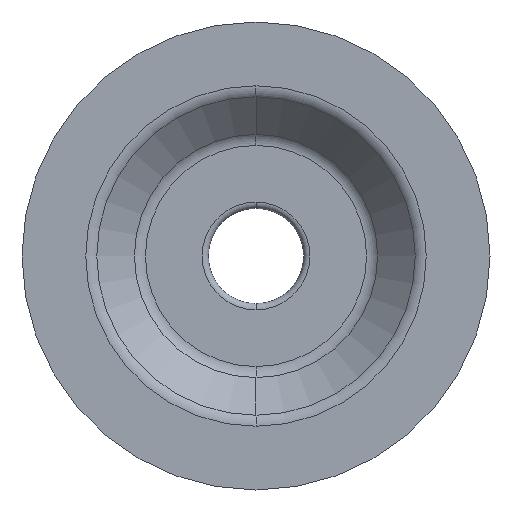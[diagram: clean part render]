
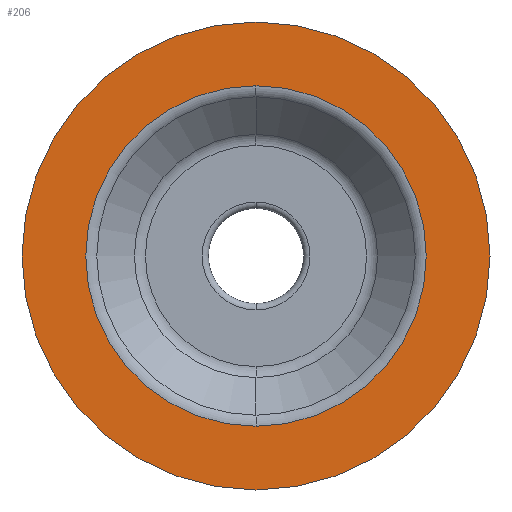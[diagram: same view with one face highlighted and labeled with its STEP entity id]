
A CAD part, left-side view. The second image highlights one B-rep face of the part: STEP entity #206.
In plain terms, the highlighted planar face has unit normal (-1, 0, 0).
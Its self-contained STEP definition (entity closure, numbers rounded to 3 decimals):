
#43 = EDGE_CURVE ( 'NONE', #46, #76, #329, .T. ) ;
#46 = VERTEX_POINT ( 'NONE', #372 ) ;
#76 = VERTEX_POINT ( 'NONE', #448 ) ;
#130 = ORIENTED_EDGE ( 'NONE', *, *, #238, .T. ) ;
#171 = EDGE_LOOP ( 'NONE', ( #236, #130 ) ) ;
#196 = VERTEX_POINT ( 'NONE', #570 ) ;
#205 = EDGE_CURVE ( 'NONE', #219, #196, #569, .T. ) ;
#206 = ADVANCED_FACE ( 'NONE', ( #564, #563 ), #639, .F. ) ;
#219 = VERTEX_POINT ( 'NONE', #725 ) ;
#236 = ORIENTED_EDGE ( 'NONE', *, *, #43, .T. ) ;
#237 = ORIENTED_EDGE ( 'NONE', *, *, #205, .T. ) ;
#238 = EDGE_CURVE ( 'NONE', #76, #46, #726, .T. ) ;
#239 = ORIENTED_EDGE ( 'NONE', *, *, #274, .T. ) ;
#274 = EDGE_CURVE ( 'NONE', #196, #219, #838, .T. ) ;
#326 = DIRECTION ( 'NONE',  ( 0., 0., -1. ) ) ;
#327 = DIRECTION ( 'NONE',  ( 1., 0., 0. ) ) ;
#328 = AXIS2_PLACEMENT_3D ( 'NONE', #438, #327, #326 ) ;
#329 = CIRCLE ( 'NONE', #328, 21.828 ) ;
#331 = EDGE_LOOP ( 'NONE', ( #239, #237 ) ) ;
#372 = CARTESIAN_POINT ( 'NONE',  ( -15., 0., -21.828 ) ) ;
#438 = CARTESIAN_POINT ( 'NONE',  ( -15., 0., 0. ) ) ;
#448 = CARTESIAN_POINT ( 'NONE',  ( -15., 0., 21.828 ) ) ;
#563 = FACE_OUTER_BOUND ( 'NONE', #331, .T. ) ;
#564 = FACE_BOUND ( 'NONE', #171, .T. ) ;
#565 = DIRECTION ( 'NONE',  ( 0., 0., 1. ) ) ;
#566 = DIRECTION ( 'NONE',  ( -1., 0., 0. ) ) ;
#567 = CARTESIAN_POINT ( 'NONE',  ( -15., 0., 0. ) ) ;
#568 = AXIS2_PLACEMENT_3D ( 'NONE', #567, #566, #565 ) ;
#569 = CIRCLE ( 'NONE', #568, 30. ) ;
#570 = CARTESIAN_POINT ( 'NONE',  ( -15., 0., 30. ) ) ;
#634 = DIRECTION ( 'NONE',  ( 0., 0., -1. ) ) ;
#635 = DIRECTION ( 'NONE',  ( 1., 0., 0. ) ) ;
#636 = AXIS2_PLACEMENT_3D ( 'NONE', #638, #635, #634 ) ;
#638 = CARTESIAN_POINT ( 'NONE',  ( -15., 21., 0. ) ) ;
#639 = PLANE ( 'NONE',  #636 ) ;
#725 = CARTESIAN_POINT ( 'NONE',  ( -15., 0., -30. ) ) ;
#726 = CIRCLE ( 'NONE', #763, 21.828 ) ;
#728 = DIRECTION ( 'NONE',  ( 0., 0., -1. ) ) ;
#761 = DIRECTION ( 'NONE',  ( 1., 0., 0. ) ) ;
#762 = CARTESIAN_POINT ( 'NONE',  ( -15., 0., 0. ) ) ;
#763 = AXIS2_PLACEMENT_3D ( 'NONE', #762, #761, #728 ) ;
#838 = CIRCLE ( 'NONE', #873, 30. ) ;
#870 = DIRECTION ( 'NONE',  ( 0., 0., 1. ) ) ;
#871 = DIRECTION ( 'NONE',  ( -1., 0., 0. ) ) ;
#872 = CARTESIAN_POINT ( 'NONE',  ( -15., 0., 0. ) ) ;
#873 = AXIS2_PLACEMENT_3D ( 'NONE', #872, #871, #870 ) ;
